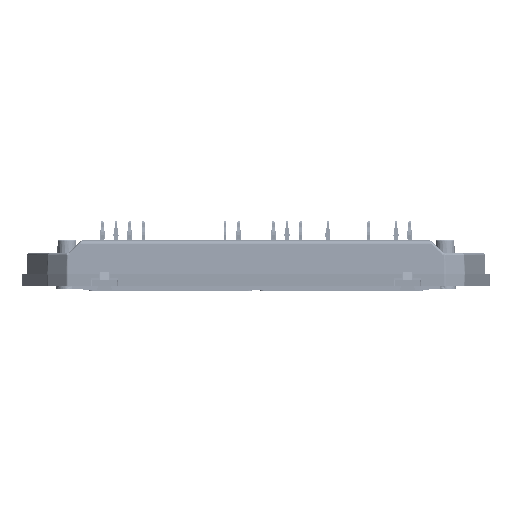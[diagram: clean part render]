
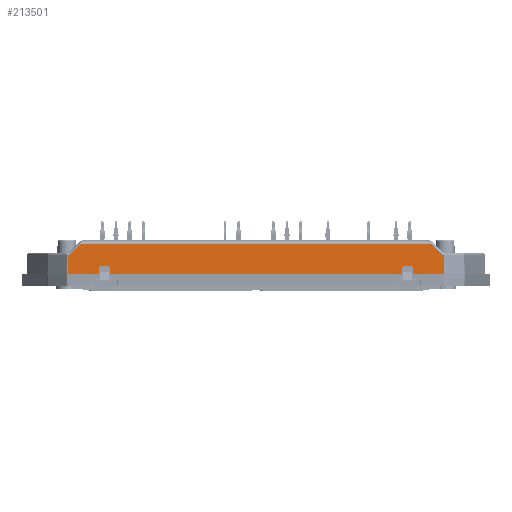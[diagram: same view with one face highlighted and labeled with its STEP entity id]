
A CAD part, front view. The second image highlights one B-rep face of the part: STEP entity #213501.
In plain terms, the highlighted planar face has unit normal (0, -0.999, 0.035).
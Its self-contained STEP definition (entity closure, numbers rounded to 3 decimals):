
#12327=PLANE('',#223958);
#20063=LINE('',#289270,#32519);
#20068=LINE('',#289284,#32524);
#20071=LINE('',#289294,#32527);
#20074=LINE('',#289299,#32530);
#20076=LINE('',#289302,#32532);
#20077=LINE('',#289326,#32533);
#20902=LINE('',#306621,#33358);
#20903=LINE('',#306623,#33359);
#20904=LINE('',#306627,#33360);
#20905=LINE('',#306631,#33361);
#20906=LINE('',#306633,#33362);
#20907=LINE('',#306635,#33363);
#20908=LINE('',#306639,#33364);
#20909=LINE('',#306641,#33365);
#32519=VECTOR('',#244531,1000.);
#32524=VECTOR('',#244544,1000.);
#32527=VECTOR('',#244555,1000.);
#32530=VECTOR('',#244560,1000.);
#32532=VECTOR('',#244564,1000.);
#32533=VECTOR('',#244573,1000.);
#33358=VECTOR('',#247008,1000.);
#33359=VECTOR('',#247011,1000.);
#33360=VECTOR('',#247014,1000.);
#33361=VECTOR('',#247017,1000.);
#33362=VECTOR('',#247018,1000.);
#33363=VECTOR('',#247019,1000.);
#33364=VECTOR('',#247022,1000.);
#33365=VECTOR('',#247023,1000.);
#59695=ORIENTED_EDGE('',*,*,#95949,.F.);
#59696=ORIENTED_EDGE('',*,*,#95950,.T.);
#59697=ORIENTED_EDGE('',*,*,#95951,.T.);
#59698=ORIENTED_EDGE('',*,*,#95952,.T.);
#59699=ORIENTED_EDGE('',*,*,#95953,.T.);
#59700=ORIENTED_EDGE('',*,*,#95954,.T.);
#59701=ORIENTED_EDGE('',*,*,#95955,.T.);
#59702=ORIENTED_EDGE('',*,*,#95956,.F.);
#59703=ORIENTED_EDGE('',*,*,#95957,.F.);
#59704=ORIENTED_EDGE('',*,*,#95958,.T.);
#59705=ORIENTED_EDGE('',*,*,#95959,.F.);
#59706=ORIENTED_EDGE('',*,*,#92928,.F.);
#59707=ORIENTED_EDGE('',*,*,#92925,.T.);
#59708=ORIENTED_EDGE('',*,*,#92923,.T.);
#59709=ORIENTED_EDGE('',*,*,#92921,.F.);
#59710=ORIENTED_EDGE('',*,*,#92918,.F.);
#59711=ORIENTED_EDGE('',*,*,#92916,.F.);
#59712=ORIENTED_EDGE('',*,*,#92913,.F.);
#59713=ORIENTED_EDGE('',*,*,#92910,.F.);
#59714=ORIENTED_EDGE('',*,*,#92906,.F.);
#92906=EDGE_CURVE('',#112587,#112588,#20063,.F.);
#92910=EDGE_CURVE('',#112588,#112591,#122091,.F.);
#92913=EDGE_CURVE('',#112591,#112593,#20068,.F.);
#92916=EDGE_CURVE('',#112593,#112595,#122093,.F.);
#92918=EDGE_CURVE('',#112595,#112596,#20071,.F.);
#92921=EDGE_CURVE('',#112596,#112562,#20074,.T.);
#92923=EDGE_CURVE('',#112597,#112562,#20076,.F.);
#92925=EDGE_CURVE('',#112598,#112597,#122094,.T.);
#92928=EDGE_CURVE('',#112598,#112599,#20077,.F.);
#95949=EDGE_CURVE('',#114198,#112587,#20902,.T.);
#95950=EDGE_CURVE('',#114198,#114199,#20903,.F.);
#95951=EDGE_CURVE('',#114199,#114200,#122125,.F.);
#95952=EDGE_CURVE('',#114200,#114201,#20904,.F.);
#95953=EDGE_CURVE('',#114201,#114202,#122126,.F.);
#95954=EDGE_CURVE('',#114202,#114203,#20905,.F.);
#95955=EDGE_CURVE('',#114203,#114204,#20906,.T.);
#95956=EDGE_CURVE('',#114205,#114204,#20907,.F.);
#95957=EDGE_CURVE('',#114206,#114205,#122127,.T.);
#95958=EDGE_CURVE('',#114206,#114207,#20908,.F.);
#95959=EDGE_CURVE('',#112599,#114207,#20909,.F.);
#112562=VERTEX_POINT('',#289134);
#112587=VERTEX_POINT('',#289269);
#112588=VERTEX_POINT('',#289271);
#112591=VERTEX_POINT('',#289279);
#112593=VERTEX_POINT('',#289285);
#112595=VERTEX_POINT('',#289291);
#112596=VERTEX_POINT('',#289295);
#112597=VERTEX_POINT('',#289303);
#112598=VERTEX_POINT('',#289321);
#112599=VERTEX_POINT('',#289325);
#114198=VERTEX_POINT('',#306620);
#114199=VERTEX_POINT('',#306624);
#114200=VERTEX_POINT('',#306626);
#114201=VERTEX_POINT('',#306628);
#114202=VERTEX_POINT('',#306630);
#114203=VERTEX_POINT('',#306632);
#114204=VERTEX_POINT('',#306634);
#114205=VERTEX_POINT('',#306636);
#114206=VERTEX_POINT('',#306638);
#114207=VERTEX_POINT('',#306640);
#122091=ELLIPSE('',#223141,0.3,0.3);
#122093=ELLIPSE('',#223145,0.3,0.3);
#122094=ELLIPSE('',#223149,1.001,1.);
#122125=ELLIPSE('',#223959,0.3,0.3);
#122126=ELLIPSE('',#223960,0.3,0.3);
#122127=ELLIPSE('',#223961,1.001,1.);
#127620=EDGE_LOOP('',(#59695,#59696,#59697,#59698,#59699,#59700,#59701,
#59702,#59703,#59704,#59705,#59706,#59707,#59708,#59709,#59710,#59711,#59712,
#59713,#59714));
#137426=FACE_BOUND('',#127620,.T.);
#213501=ADVANCED_FACE('',(#137426),#12327,.T.);
#223141=AXIS2_PLACEMENT_3D('',#289278,#244538,#244539);
#223145=AXIS2_PLACEMENT_3D('',#289290,#244550,#244551);
#223149=AXIS2_PLACEMENT_3D('',#289320,#244565,#244566);
#223958=AXIS2_PLACEMENT_3D('',#306622,#247009,#247010);
#223959=AXIS2_PLACEMENT_3D('',#306625,#247012,#247013);
#223960=AXIS2_PLACEMENT_3D('',#306629,#247015,#247016);
#223961=AXIS2_PLACEMENT_3D('',#306637,#247020,#247021);
#244531=DIRECTION('',(0.,-0.035,-0.999));
#244538=DIRECTION('',(0.,0.999,-0.035));
#244539=DIRECTION('',(0.,0.035,0.999));
#244544=DIRECTION('',(1.,0.,0.));
#244550=DIRECTION('',(0.,0.999,-0.035));
#244551=DIRECTION('',(0.,0.035,0.999));
#244555=DIRECTION('',(0.,0.035,0.999));
#244560=DIRECTION('',(-1.,0.,0.));
#244564=DIRECTION('',(0.014,0.035,0.999));
#244565=DIRECTION('',(0.,0.999,-0.035));
#244566=DIRECTION('',(0.,0.035,0.999));
#244573=DIRECTION('',(-0.723,-0.024,-0.691));
#247008=DIRECTION('',(-1.,0.,0.));
#247009=DIRECTION('',(0.,-0.999,0.035));
#247010=DIRECTION('',(0.,0.035,0.999));
#247011=DIRECTION('',(0.,-0.035,-0.999));
#247012=DIRECTION('',(0.,-0.999,0.035));
#247013=DIRECTION('',(0.,0.035,0.999));
#247014=DIRECTION('',(-1.,0.,0.));
#247015=DIRECTION('',(0.,-0.999,0.035));
#247016=DIRECTION('',(0.,0.035,0.999));
#247017=DIRECTION('',(0.,0.035,0.999));
#247018=DIRECTION('',(1.,0.,0.));
#247019=DIRECTION('',(-0.014,0.035,0.999));
#247020=DIRECTION('',(0.,-0.999,0.035));
#247021=DIRECTION('',(0.,0.035,0.999));
#247022=DIRECTION('',(0.723,-0.024,-0.691));
#247023=DIRECTION('',(-1.,0.,0.));
#289134=CARTESIAN_POINT('',(-44.2,-31.,3.515));
#289269=CARTESIAN_POINT('',(-34.326,-31.,3.515));
#289270=CARTESIAN_POINT('',(-34.326,-31.,3.515));
#289271=CARTESIAN_POINT('',(-34.326,-30.951,4.919));
#289278=CARTESIAN_POINT('',(-34.626,-30.951,4.919));
#289279=CARTESIAN_POINT('',(-34.626,-30.94,5.219));
#289284=CARTESIAN_POINT('',(-49.7,-30.94,5.219));
#289285=CARTESIAN_POINT('',(-36.526,-30.94,5.219));
#289290=CARTESIAN_POINT('',(-36.526,-30.951,4.919));
#289291=CARTESIAN_POINT('',(-36.826,-30.951,4.919));
#289294=CARTESIAN_POINT('',(-36.826,-31.,3.515));
#289295=CARTESIAN_POINT('',(-36.826,-31.,3.515));
#289299=CARTESIAN_POINT('',(-49.7,-31.,3.515));
#289302=CARTESIAN_POINT('',(-44.2,-31.,3.512));
#289303=CARTESIAN_POINT('',(-44.141,-30.849,7.841));
#289320=CARTESIAN_POINT('',(-44.271,-30.814,8.832));
#289321=CARTESIAN_POINT('',(-43.58,-30.84,8.109));
#289325=CARTESIAN_POINT('',(-41.235,-30.761,10.35));
#289326=CARTESIAN_POINT('',(-41.603,-30.774,9.998));
#306620=CARTESIAN_POINT('',(34.326,-31.,3.515));
#306621=CARTESIAN_POINT('',(-49.7,-31.,3.515));
#306622=CARTESIAN_POINT('',(-49.7,-31.,3.515));
#306623=CARTESIAN_POINT('',(34.326,-31.,3.515));
#306624=CARTESIAN_POINT('',(34.326,-30.951,4.919));
#306625=CARTESIAN_POINT('',(34.626,-30.951,4.919));
#306626=CARTESIAN_POINT('',(34.626,-30.94,5.219));
#306627=CARTESIAN_POINT('',(49.7,-30.94,5.219));
#306628=CARTESIAN_POINT('',(36.526,-30.94,5.219));
#306629=CARTESIAN_POINT('',(36.526,-30.951,4.919));
#306630=CARTESIAN_POINT('',(36.826,-30.951,4.919));
#306631=CARTESIAN_POINT('',(36.826,-31.,3.515));
#306632=CARTESIAN_POINT('',(36.826,-31.,3.515));
#306633=CARTESIAN_POINT('',(49.7,-31.,3.515));
#306634=CARTESIAN_POINT('',(44.2,-31.,3.515));
#306635=CARTESIAN_POINT('',(44.2,-31.,3.512));
#306636=CARTESIAN_POINT('',(44.141,-30.849,7.841));
#306637=CARTESIAN_POINT('',(44.271,-30.814,8.832));
#306638=CARTESIAN_POINT('',(43.58,-30.84,8.109));
#306639=CARTESIAN_POINT('',(41.603,-30.774,9.998));
#306640=CARTESIAN_POINT('',(41.235,-30.761,10.35));
#306641=CARTESIAN_POINT('',(0.,-30.761,10.35));
